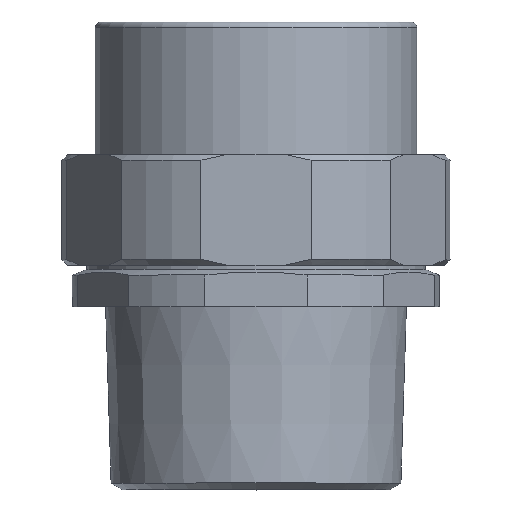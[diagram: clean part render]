
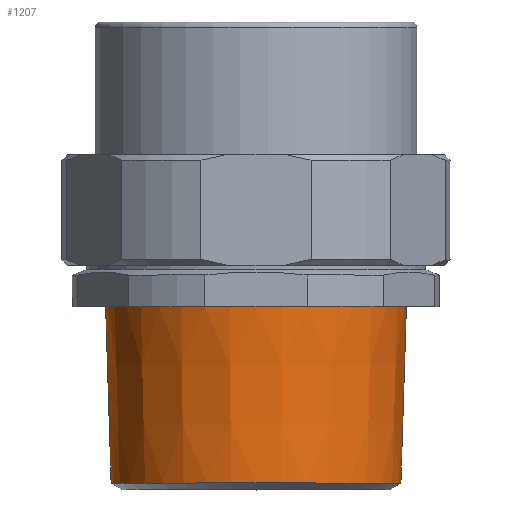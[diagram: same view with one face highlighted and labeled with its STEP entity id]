
A CAD part, top view. The second image highlights one B-rep face of the part: STEP entity #1207.
In plain terms, the highlighted conical face has half-angle 1.789 degrees and reference radius 20.696 mm.
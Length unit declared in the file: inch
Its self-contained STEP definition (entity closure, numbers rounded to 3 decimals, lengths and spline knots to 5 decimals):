
#59=CIRCLE('',#1303,0.83);
#60=CIRCLE('',#1304,0.83);
#67=CIRCLE('',#1316,0.79958);
#68=CIRCLE('',#1317,0.79958);
#135=CONICAL_SURFACE('',#1315,0.81479,0.031);
#173=FACE_OUTER_BOUND('',#237,.T.);
#237=EDGE_LOOP('',(#843,#844,#845,#846,#847,#848));
#311=LINE('',#1915,#372);
#372=VECTOR('',#1537,0.81479);
#468=VERTEX_POINT('',#1887);
#469=VERTEX_POINT('',#1888);
#476=VERTEX_POINT('',#1911);
#477=VERTEX_POINT('',#1912);
#605=EDGE_CURVE('',#468,#469,#59,.T.);
#606=EDGE_CURVE('',#469,#468,#60,.T.);
#616=EDGE_CURVE('',#476,#477,#67,.T.);
#617=EDGE_CURVE('',#477,#476,#68,.T.);
#618=EDGE_CURVE('',#477,#469,#311,.T.);
#843=ORIENTED_EDGE('',*,*,#616,.F.);
#844=ORIENTED_EDGE('',*,*,#617,.F.);
#845=ORIENTED_EDGE('',*,*,#618,.T.);
#846=ORIENTED_EDGE('',*,*,#606,.T.);
#847=ORIENTED_EDGE('',*,*,#605,.T.);
#848=ORIENTED_EDGE('',*,*,#618,.F.);
#1207=ADVANCED_FACE('',(#173),#135,.T.);
#1303=AXIS2_PLACEMENT_3D('',#1889,#1504,#1505);
#1304=AXIS2_PLACEMENT_3D('',#1890,#1506,#1507);
#1315=AXIS2_PLACEMENT_3D('',#1910,#1531,#1532);
#1316=AXIS2_PLACEMENT_3D('',#1913,#1533,#1534);
#1317=AXIS2_PLACEMENT_3D('',#1914,#1535,#1536);
#1504=DIRECTION('center_axis',(0.,-1.,0.));
#1505=DIRECTION('ref_axis',(-1.,0.,0.));
#1506=DIRECTION('center_axis',(0.,-1.,0.));
#1507=DIRECTION('ref_axis',(-1.,0.,0.));
#1531=DIRECTION('center_axis',(0.,1.,0.));
#1532=DIRECTION('ref_axis',(1.,0.,0.));
#1533=DIRECTION('center_axis',(0.,-1.,0.));
#1534=DIRECTION('ref_axis',(-1.,0.,0.));
#1535=DIRECTION('center_axis',(0.,-1.,0.));
#1536=DIRECTION('ref_axis',(-1.,0.,0.));
#1537=DIRECTION('',(-0.031,1.,0.));
#1887=CARTESIAN_POINT('',(0.83,-0.22836,0.));
#1888=CARTESIAN_POINT('',(-0.83,-0.22836,0.));
#1889=CARTESIAN_POINT('Origin',(0.,-0.22836,
0.));
#1890=CARTESIAN_POINT('Origin',(0.,-0.22836,
0.));
#1910=CARTESIAN_POINT('Origin',(0.,-0.71532,
0.));
#1911=CARTESIAN_POINT('',(0.79958,-1.20227,0.));
#1912=CARTESIAN_POINT('',(-0.79958,-1.20227,0.));
#1913=CARTESIAN_POINT('Origin',(0.,-1.20227,
0.));
#1914=CARTESIAN_POINT('Origin',(0.,-1.20227,
0.));
#1915=CARTESIAN_POINT('',(-0.81479,-0.71532,0.));
